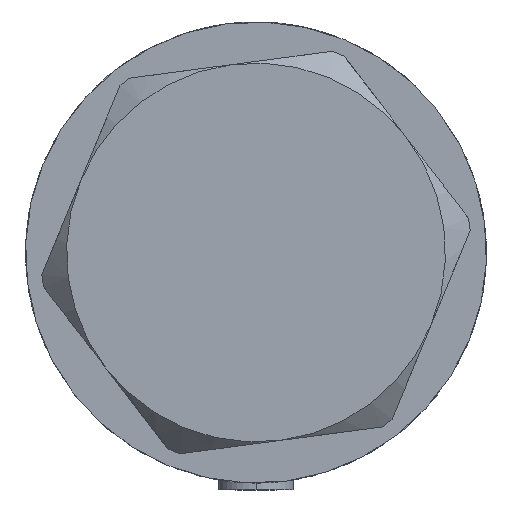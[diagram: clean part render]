
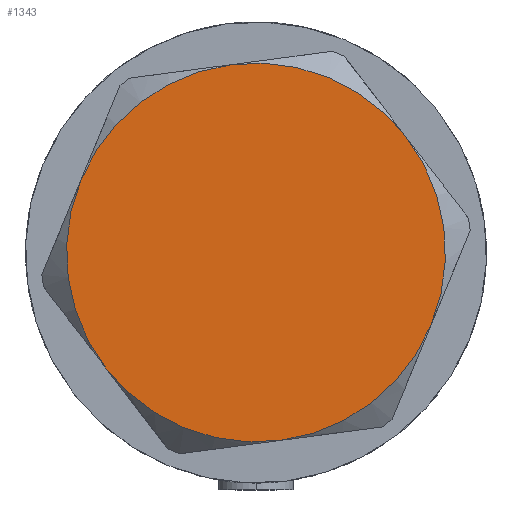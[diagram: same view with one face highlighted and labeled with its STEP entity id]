
A CAD part, left-side view. The second image highlights one B-rep face of the part: STEP entity #1343.
In plain terms, the highlighted face is planar.
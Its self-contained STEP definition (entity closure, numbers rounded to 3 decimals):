
#42 = CIRCLE ( 'NONE', #507, 30. ) ;
#188 = VERTEX_POINT ( 'NONE', #824 ) ;
#238 = CARTESIAN_POINT ( 'NONE',  ( 0., 0., 14.5 ) ) ;
#240 = EDGE_LOOP ( 'NONE', ( #1280, #734, #677, #4457, #2311, #3467 ) ) ;
#242 = DIRECTION ( 'NONE',  ( 1., 0., 0. ) ) ;
#309 = CARTESIAN_POINT ( 'NONE',  ( -30., 0., 14.5 ) ) ;
#414 = EDGE_CURVE ( 'NONE', #1233, #1244, #2570, .T. ) ;
#507 = AXIS2_PLACEMENT_3D ( 'NONE', #3605, #4014, #242 ) ;
#645 = AXIS2_PLACEMENT_3D ( 'NONE', #1411, #1441, #2168 ) ;
#651 = DIRECTION ( 'NONE',  ( 0., 0., 1. ) ) ;
#654 = CIRCLE ( 'NONE', #2504, 30. ) ;
#677 = ORIENTED_EDGE ( 'NONE', *, *, #1646, .T. ) ;
#725 = CARTESIAN_POINT ( 'NONE',  ( 0., 0., 14.5 ) ) ;
#734 = ORIENTED_EDGE ( 'NONE', *, *, #1603, .T. ) ;
#824 = CARTESIAN_POINT ( 'NONE',  ( -15., -25.981, 14.5 ) ) ;
#875 = AXIS2_PLACEMENT_3D ( 'NONE', #943, #2758, #4239 ) ;
#943 = CARTESIAN_POINT ( 'NONE',  ( 0., 0., 14.5 ) ) ;
#979 = EDGE_CURVE ( 'NONE', #188, #1233, #2877, .T. ) ;
#1036 = AXIS2_PLACEMENT_3D ( 'NONE', #725, #651, #4383 ) ;
#1073 = DIRECTION ( 'NONE',  ( 0., 0., 1. ) ) ;
#1233 = VERTEX_POINT ( 'NONE', #1288 ) ;
#1244 = VERTEX_POINT ( 'NONE', #4293 ) ;
#1280 = ORIENTED_EDGE ( 'NONE', *, *, #414, .T. ) ;
#1288 = CARTESIAN_POINT ( 'NONE',  ( 15., -25.981, 14.5 ) ) ;
#1343 = ADVANCED_FACE ( 'NONE', ( #1402 ), #2183, .T. ) ;
#1402 = FACE_OUTER_BOUND ( 'NONE', #240, .T. ) ;
#1411 = CARTESIAN_POINT ( 'NONE',  ( 0., 0., 14.5 ) ) ;
#1441 = DIRECTION ( 'NONE',  ( 0., 0., 1. ) ) ;
#1603 = EDGE_CURVE ( 'NONE', #1244, #4118, #2586, .T. ) ;
#1646 = EDGE_CURVE ( 'NONE', #4118, #3596, #654, .T. ) ;
#1700 = DIRECTION ( 'NONE',  ( 0., 0., 1. ) ) ;
#1883 = AXIS2_PLACEMENT_3D ( 'NONE', #238, #1073, #2910 ) ;
#1948 = EDGE_CURVE ( 'NONE', #2638, #188, #3127, .T. ) ;
#1985 = CARTESIAN_POINT ( 'NONE',  ( 0., 0., 14.5 ) ) ;
#2168 = DIRECTION ( 'NONE',  ( 1., 0., 0. ) ) ;
#2183 = PLANE ( 'NONE',  #1883 ) ;
#2311 = ORIENTED_EDGE ( 'NONE', *, *, #1948, .T. ) ;
#2504 = AXIS2_PLACEMENT_3D ( 'NONE', #1985, #1700, #3450 ) ;
#2570 = CIRCLE ( 'NONE', #4046, 30. ) ;
#2586 = CIRCLE ( 'NONE', #875, 30. ) ;
#2638 = VERTEX_POINT ( 'NONE', #309 ) ;
#2758 = DIRECTION ( 'NONE',  ( 0., 0., 1. ) ) ;
#2877 = CIRCLE ( 'NONE', #645, 30. ) ;
#2910 = DIRECTION ( 'NONE',  ( 1., 0., 0. ) ) ;
#3127 = CIRCLE ( 'NONE', #1036, 30. ) ;
#3450 = DIRECTION ( 'NONE',  ( 1., 0., 0. ) ) ;
#3467 = ORIENTED_EDGE ( 'NONE', *, *, #979, .T. ) ;
#3596 = VERTEX_POINT ( 'NONE', #4690 ) ;
#3605 = CARTESIAN_POINT ( 'NONE',  ( 0., 0., 14.5 ) ) ;
#4014 = DIRECTION ( 'NONE',  ( 0., 0., 1. ) ) ;
#4046 = AXIS2_PLACEMENT_3D ( 'NONE', #4170, #4569, #4548 ) ;
#4059 = CARTESIAN_POINT ( 'NONE',  ( 15., 25.981, 14.5 ) ) ;
#4118 = VERTEX_POINT ( 'NONE', #4059 ) ;
#4170 = CARTESIAN_POINT ( 'NONE',  ( 0., 0., 14.5 ) ) ;
#4239 = DIRECTION ( 'NONE',  ( 1., 0., 0. ) ) ;
#4293 = CARTESIAN_POINT ( 'NONE',  ( 30., 0., 14.5 ) ) ;
#4354 = EDGE_CURVE ( 'NONE', #3596, #2638, #42, .T. ) ;
#4383 = DIRECTION ( 'NONE',  ( 1., 0., 0. ) ) ;
#4457 = ORIENTED_EDGE ( 'NONE', *, *, #4354, .T. ) ;
#4548 = DIRECTION ( 'NONE',  ( 1., 0., 0. ) ) ;
#4569 = DIRECTION ( 'NONE',  ( 0., 0., 1. ) ) ;
#4690 = CARTESIAN_POINT ( 'NONE',  ( -15., 25.981, 14.5 ) ) ;
